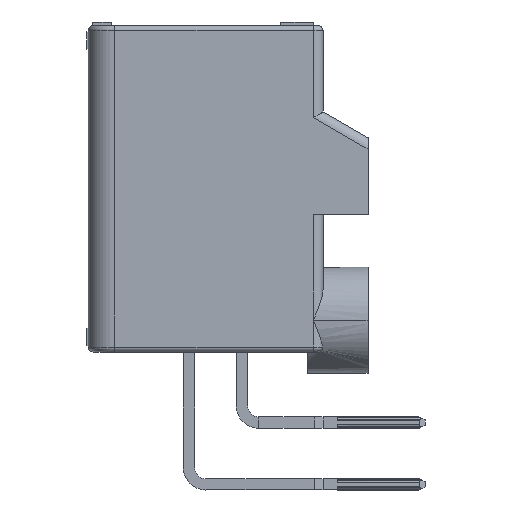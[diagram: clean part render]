
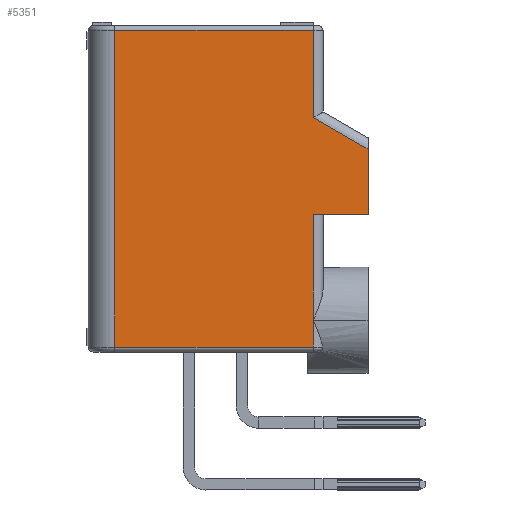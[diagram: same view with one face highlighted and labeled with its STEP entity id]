
A CAD part, left-side view. The second image highlights one B-rep face of the part: STEP entity #5351.
In plain terms, the highlighted planar face has unit normal (-1, 0, 0).
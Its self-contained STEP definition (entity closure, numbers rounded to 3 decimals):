
#55=CARTESIAN_POINT('',(-20.55,-6.1,-7.45));
#56=VERTEX_POINT('',#55);
#2437=CARTESIAN_POINT('',(-20.55,-6.1,-8.97));
#2438=VERTEX_POINT('',#2437);
#2479=CARTESIAN_POINT('',(-20.55,5.15,-8.97));
#2480=VERTEX_POINT('',#2479);
#2481=CARTESIAN_POINT('',(-20.55,-6.1,-8.97));
#2482=CARTESIAN_POINT('',(-20.55,-3.85,-8.97));
#2483=CARTESIAN_POINT('',(-20.55,-1.6,-8.97));
#2484=CARTESIAN_POINT('',(-20.55,0.65,-8.97));
#2485=CARTESIAN_POINT('',(-20.55,2.9,-8.97));
#2486=CARTESIAN_POINT('',(-20.55,5.15,-8.97));
#2487=B_SPLINE_CURVE_WITH_KNOTS('',5,(#2481,#2482,#2483,#2484,#2485,#2486),.UNSPECIFIED.,.F.,.U.,(6,6),(0.,11.25),.UNSPECIFIED.);
#2488=EDGE_CURVE('',#2438,#2480,#2487,.T.);
#4772=CARTESIAN_POINT('',(-20.55,-9.2,-1.45));
#4773=VERTEX_POINT('',#4772);
#4783=CARTESIAN_POINT('',(-20.55,-6.1,-1.45));
#4784=VERTEX_POINT('',#4783);
#4785=CARTESIAN_POINT('',(-20.55,-9.2,-1.45));
#4786=CARTESIAN_POINT('',(-20.55,-8.58,-1.45));
#4787=CARTESIAN_POINT('',(-20.55,-7.96,-1.45));
#4788=CARTESIAN_POINT('',(-20.55,-7.34,-1.45));
#4789=CARTESIAN_POINT('',(-20.55,-6.72,-1.45));
#4790=CARTESIAN_POINT('',(-20.55,-6.1,-1.45));
#4791=B_SPLINE_CURVE_WITH_KNOTS('',5,(#4785,#4786,#4787,#4788,#4789,#4790),.UNSPECIFIED.,.F.,.U.,(6,6),(0.,3.1),.UNSPECIFIED.);
#4792=EDGE_CURVE('',#4773,#4784,#4791,.T.);
#4854=CARTESIAN_POINT('',(-20.55,-6.1,-1.45));
#4855=CARTESIAN_POINT('',(-20.55,-6.1,-2.65));
#4856=CARTESIAN_POINT('',(-20.55,-6.1,-3.85));
#4857=CARTESIAN_POINT('',(-20.55,-6.1,-5.05));
#4858=CARTESIAN_POINT('',(-20.55,-6.1,-6.25));
#4859=CARTESIAN_POINT('',(-20.55,-6.1,-7.45));
#4860=B_SPLINE_CURVE_WITH_KNOTS('',5,(#4854,#4855,#4856,#4857,#4858,#4859),.UNSPECIFIED.,.F.,.U.,(6,6),(0.,6.),.UNSPECIFIED.);
#4861=EDGE_CURVE('',#4784,#56,#4860,.T.);
#5084=CARTESIAN_POINT('',(-20.55,-6.1,-7.45));
#5085=CARTESIAN_POINT('',(-20.55,-6.1,-7.754));
#5086=CARTESIAN_POINT('',(-20.55,-6.1,-8.058));
#5087=CARTESIAN_POINT('',(-20.55,-6.1,-8.362));
#5088=CARTESIAN_POINT('',(-20.55,-6.1,-8.666));
#5089=CARTESIAN_POINT('',(-20.55,-6.1,-8.97));
#5090=B_SPLINE_CURVE_WITH_KNOTS('',5,(#5084,#5085,#5086,#5087,#5088,#5089),.UNSPECIFIED.,.F.,.U.,(6,6),(0.,1.52),.UNSPECIFIED.);
#5091=EDGE_CURVE('',#56,#2438,#5090,.T.);
#5287=CARTESIAN_POINT('',(-20.55,-2.025,0.));
#5288=DIRECTION('',(0.,-1.,0.));
#5289=DIRECTION('',(-1.,0.,0.));
#5290=AXIS2_PLACEMENT_3D('',#5287,#5289,#5288);
#5291=PLANE('',#5290);
#5292=CARTESIAN_POINT('',(-20.55,-9.2,2.244));
#5293=VERTEX_POINT('',#5292);
#5294=CARTESIAN_POINT('',(-20.55,-6.1,4.032));
#5295=VERTEX_POINT('',#5294);
#5296=CARTESIAN_POINT('',(-20.55,-9.2,2.244));
#5297=CARTESIAN_POINT('',(-20.55,-8.58,2.602));
#5298=CARTESIAN_POINT('',(-20.55,-7.96,2.959));
#5299=CARTESIAN_POINT('',(-20.55,-7.34,3.317));
#5300=CARTESIAN_POINT('',(-20.55,-6.72,3.675));
#5301=CARTESIAN_POINT('',(-20.55,-6.1,4.032));
#5302=B_SPLINE_CURVE_WITH_KNOTS('',5,(#5296,#5297,#5298,#5299,#5300,#5301),.UNSPECIFIED.,.F.,.U.,(6,6),(0.,3.579),.UNSPECIFIED.);
#5303=EDGE_CURVE('',#5293,#5295,#5302,.T.);
#5304=ORIENTED_EDGE('',*,*,#5303,.T.);
#5305=CARTESIAN_POINT('',(-20.55,-6.1,8.97));
#5306=VERTEX_POINT('',#5305);
#5307=CARTESIAN_POINT('',(-20.55,-6.1,4.032));
#5308=CARTESIAN_POINT('',(-20.55,-6.1,5.02));
#5309=CARTESIAN_POINT('',(-20.55,-6.1,6.007));
#5310=CARTESIAN_POINT('',(-20.55,-6.1,6.995));
#5311=CARTESIAN_POINT('',(-20.55,-6.1,7.982));
#5312=CARTESIAN_POINT('',(-20.55,-6.1,8.97));
#5313=B_SPLINE_CURVE_WITH_KNOTS('',5,(#5307,#5308,#5309,#5310,#5311,#5312),.UNSPECIFIED.,.F.,.U.,(6,6),(0.,4.938),.UNSPECIFIED.);
#5314=EDGE_CURVE('',#5295,#5306,#5313,.T.);
#5315=ORIENTED_EDGE('',*,*,#5314,.T.);
#5316=CARTESIAN_POINT('',(-20.55,5.15,8.97));
#5317=VERTEX_POINT('',#5316);
#5318=CARTESIAN_POINT('',(-20.55,-6.1,8.97));
#5319=CARTESIAN_POINT('',(-20.55,-3.85,8.97));
#5320=CARTESIAN_POINT('',(-20.55,-1.6,8.97));
#5321=CARTESIAN_POINT('',(-20.55,0.65,8.97));
#5322=CARTESIAN_POINT('',(-20.55,2.9,8.97));
#5323=CARTESIAN_POINT('',(-20.55,5.15,8.97));
#5324=B_SPLINE_CURVE_WITH_KNOTS('',5,(#5318,#5319,#5320,#5321,#5322,#5323),.UNSPECIFIED.,.F.,.U.,(6,6),(0.,11.25),.UNSPECIFIED.);
#5325=EDGE_CURVE('',#5306,#5317,#5324,.T.);
#5326=ORIENTED_EDGE('',*,*,#5325,.T.);
#5327=CARTESIAN_POINT('',(-20.55,5.15,8.97));
#5328=CARTESIAN_POINT('',(-20.55,5.15,5.382));
#5329=CARTESIAN_POINT('',(-20.55,5.15,1.794));
#5330=CARTESIAN_POINT('',(-20.55,5.15,-1.794));
#5331=CARTESIAN_POINT('',(-20.55,5.15,-5.382));
#5332=CARTESIAN_POINT('',(-20.55,5.15,-8.97));
#5333=B_SPLINE_CURVE_WITH_KNOTS('',5,(#5327,#5328,#5329,#5330,#5331,#5332),.UNSPECIFIED.,.F.,.U.,(6,6),(0.,17.94),.UNSPECIFIED.);
#5334=EDGE_CURVE('',#5317,#2480,#5333,.T.);
#5335=ORIENTED_EDGE('',*,*,#5334,.T.);
#5336=ORIENTED_EDGE('',*,*,#2488,.F.);
#5337=ORIENTED_EDGE('',*,*,#5091,.F.);
#5338=ORIENTED_EDGE('',*,*,#4861,.F.);
#5339=ORIENTED_EDGE('',*,*,#4792,.F.);
#5340=CARTESIAN_POINT('',(-20.55,-9.2,-1.45));
#5341=CARTESIAN_POINT('',(-20.55,-9.2,-0.711));
#5342=CARTESIAN_POINT('',(-20.55,-9.2,0.028));
#5343=CARTESIAN_POINT('',(-20.55,-9.2,0.766));
#5344=CARTESIAN_POINT('',(-20.55,-9.2,1.505));
#5345=CARTESIAN_POINT('',(-20.55,-9.2,2.244));
#5346=B_SPLINE_CURVE_WITH_KNOTS('',5,(#5340,#5341,#5342,#5343,#5344,#5345),.UNSPECIFIED.,.F.,.U.,(6,6),(0.,3.694),.UNSPECIFIED.);
#5347=EDGE_CURVE('',#4773,#5293,#5346,.T.);
#5348=ORIENTED_EDGE('',*,*,#5347,.T.);
#5349=EDGE_LOOP('',(#5304,#5315,#5326,#5335,#5336,#5337,#5338,#5339,#5348));
#5350=FACE_OUTER_BOUND('',#5349,.T.);
#5351=ADVANCED_FACE('',(#5350),#5291,.T.);
